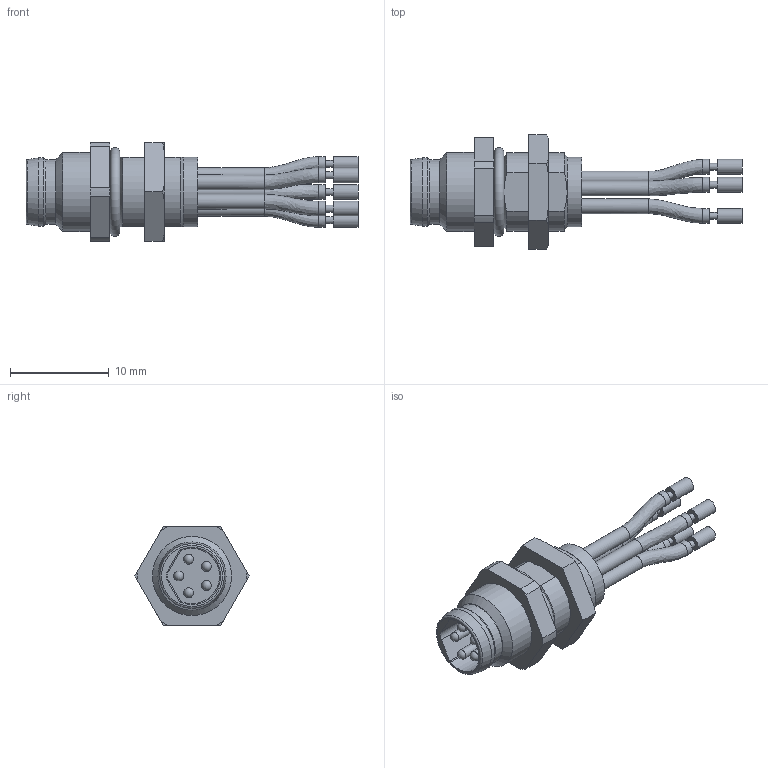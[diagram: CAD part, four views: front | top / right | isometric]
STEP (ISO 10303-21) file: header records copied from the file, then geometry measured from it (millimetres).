
FILE_DESCRIPTION(/* description */ (''),/* implementation_level */ '2;1');
FILE_NAME(/* name */ '5021493__Flanschstecker_assy_151997.stp',/* time_stamp */ '2016-11-23T08:21:54+01:00',/* author */ (''),/* organization */ (''),/* preprocessor_version */ 'ST-DEVELOPER v16',/* originating_system */ 'SIEMENS PLM Software NX 10.0',/* authorisation */ '');
FILE_SCHEMA (('AUTOMOTIVE_DESIGN { 1 0 10303 214 3 1 1 1 }'));
Length unit declared in the file: millimetre
Products named in the file (1): osen1880E07F30d3
Bounding box: 33.6 x 11.55 x 10 mm (x, y, z)
Volume: 976.8 mm3; surface area: 1337.6 mm2
Topology: 2 solids, 2 shells, 118 faces, 286 edges, 182 vertices
Faces by surface type: cylinder 49, plane 39, torus 11, cone 7, bspline 7, sphere 5
Full cylindrical faces by diameter (mm): 0.7 x5, 1 x5, 1.5 x15, 6.5 x1, 6.6 x1, 6.9 x1, 7 x2, 8 x1
Entity records: 3333 total; most frequent: CARTESIAN_POINT 937, DIRECTION 502, ORIENTED_EDGE 406, AXIS2_PLACEMENT_3D 217, EDGE_CURVE 203, EDGE_LOOP 184, VERTEX_POINT 152, FACE_BOUND 127
